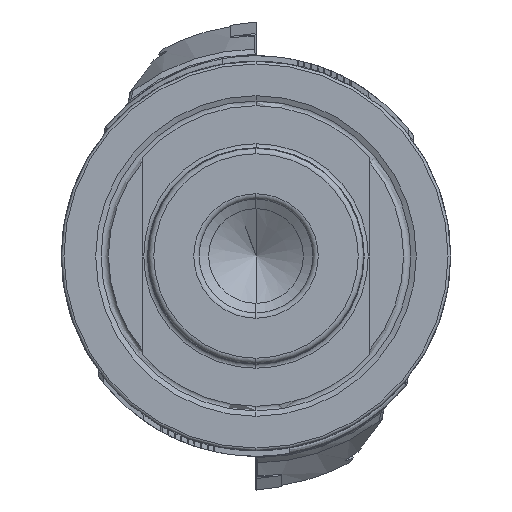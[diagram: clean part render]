
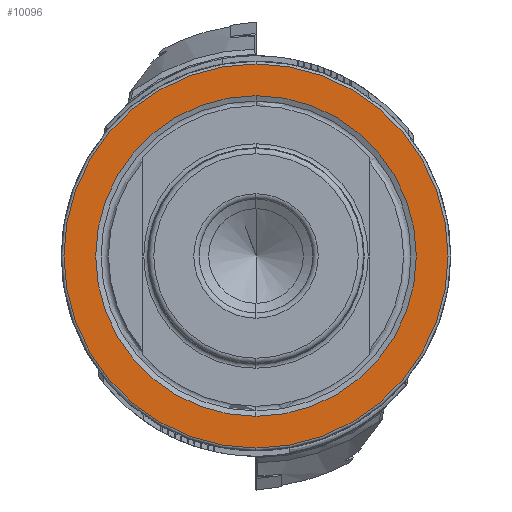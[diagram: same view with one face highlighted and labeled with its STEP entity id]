
A CAD part, left-side view. The second image highlights one B-rep face of the part: STEP entity #10096.
In plain terms, the highlighted planar face has unit normal (-1, 0, 0).
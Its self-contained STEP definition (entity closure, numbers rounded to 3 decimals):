
#867 = ORIENTED_EDGE ( 'NONE', *, *, #7415, .F. ) ;
#1519 = AXIS2_PLACEMENT_3D ( 'NONE', #16857, #5861, #18750 ) ;
#1937 = ORIENTED_EDGE ( 'NONE', *, *, #8554, .F. ) ;
#3171 = ORIENTED_EDGE ( 'NONE', *, *, #5065, .T. ) ;
#3310 = CIRCLE ( 'NONE', #12053, 35.5 ) ;
#4332 = DIRECTION ( 'NONE',  ( 0., 0., -1. ) ) ;
#5065 = EDGE_CURVE ( 'NONE', #18922, #19113, #6217, .T. ) ;
#5505 = ORIENTED_EDGE ( 'NONE', *, *, #20335, .T. ) ;
#5705 = VERTEX_POINT ( 'NONE', #10639 ) ;
#5791 = PLANE ( 'NONE',  #10361 ) ;
#5861 = DIRECTION ( 'NONE',  ( -1., 0., 0. ) ) ;
#6217 = CIRCLE ( 'NONE', #15763, 35.5 ) ;
#6916 = CIRCLE ( 'NONE', #15305, 29.626 ) ;
#7092 = CARTESIAN_POINT ( 'NONE',  ( 40., 0., 0. ) ) ;
#7415 = EDGE_CURVE ( 'NONE', #19244, #5705, #6916, .T. ) ;
#7960 = CARTESIAN_POINT ( 'NONE',  ( 40., 0., -35.5 ) ) ;
#8245 = FACE_OUTER_BOUND ( 'NONE', #10591, .T. ) ;
#8554 = EDGE_CURVE ( 'NONE', #5705, #19244, #11734, .T. ) ;
#8944 = CARTESIAN_POINT ( 'NONE',  ( 40., 0., 35.5 ) ) ;
#8948 = DIRECTION ( 'NONE',  ( 0., 0., 1. ) ) ;
#10003 = CARTESIAN_POINT ( 'NONE',  ( 40., 0., 0. ) ) ;
#10096 = ADVANCED_FACE ( 'NONE', ( #18649, #8245 ), #5791, .F. ) ;
#10353 = CARTESIAN_POINT ( 'NONE',  ( 40., 0., 0. ) ) ;
#10361 = AXIS2_PLACEMENT_3D ( 'NONE', #13056, #15311, #4332 ) ;
#10591 = EDGE_LOOP ( 'NONE', ( #3171, #5505 ) ) ;
#10639 = CARTESIAN_POINT ( 'NONE',  ( 40., 0., 29.626 ) ) ;
#11734 = CIRCLE ( 'NONE', #1519, 29.626 ) ;
#11850 = DIRECTION ( 'NONE',  ( 0., 0., 1. ) ) ;
#12053 = AXIS2_PLACEMENT_3D ( 'NONE', #7092, #20017, #8948 ) ;
#12188 = DIRECTION ( 'NONE',  ( 0., 0., 1. ) ) ;
#13056 = CARTESIAN_POINT ( 'NONE',  ( 40., 0., 29.626 ) ) ;
#13078 = EDGE_LOOP ( 'NONE', ( #1937, #867 ) ) ;
#15305 = AXIS2_PLACEMENT_3D ( 'NONE', #10003, #22920, #11850 ) ;
#15311 = DIRECTION ( 'NONE',  ( 1., 0., 0. ) ) ;
#15763 = AXIS2_PLACEMENT_3D ( 'NONE', #10353, #23275, #12188 ) ;
#16857 = CARTESIAN_POINT ( 'NONE',  ( 40., 0., 0. ) ) ;
#18649 = FACE_BOUND ( 'NONE', #13078, .T. ) ;
#18750 = DIRECTION ( 'NONE',  ( 0., 0., 1. ) ) ;
#18922 = VERTEX_POINT ( 'NONE', #8944 ) ;
#19113 = VERTEX_POINT ( 'NONE', #7960 ) ;
#19244 = VERTEX_POINT ( 'NONE', #23137 ) ;
#20017 = DIRECTION ( 'NONE',  ( -1., 0., 0. ) ) ;
#20335 = EDGE_CURVE ( 'NONE', #19113, #18922, #3310, .T. ) ;
#22920 = DIRECTION ( 'NONE',  ( -1., 0., 0. ) ) ;
#23137 = CARTESIAN_POINT ( 'NONE',  ( 40., 0., -29.626 ) ) ;
#23275 = DIRECTION ( 'NONE',  ( -1., 0., 0. ) ) ;
